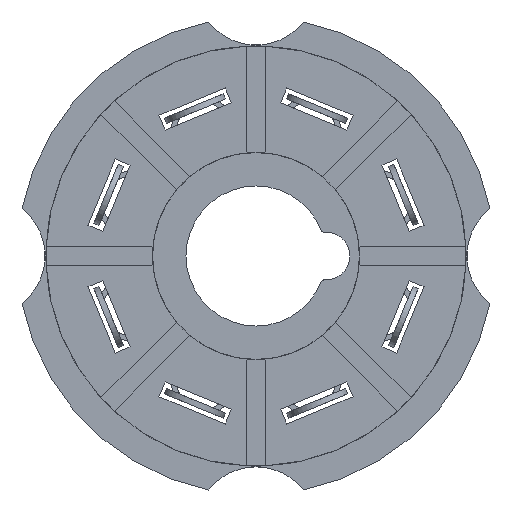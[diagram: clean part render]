
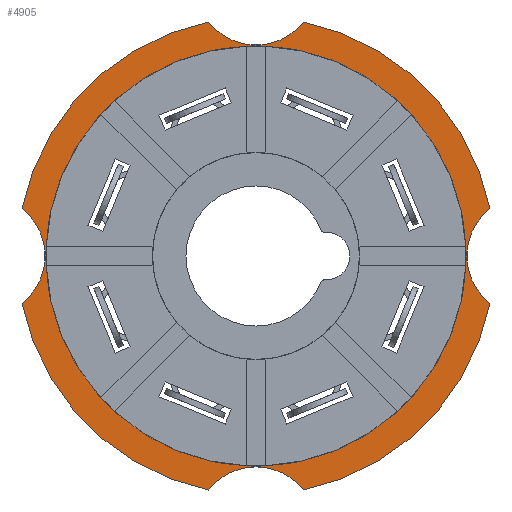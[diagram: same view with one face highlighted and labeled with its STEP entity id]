
A CAD part, front view. The second image highlights one B-rep face of the part: STEP entity #4905.
In plain terms, the highlighted planar face has unit normal (0, -1, 0).
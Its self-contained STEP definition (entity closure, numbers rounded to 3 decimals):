
#17 = CARTESIAN_POINT ( 'NONE',  ( 0., -5., 17. ) ) ;
#187 = EDGE_LOOP ( 'NONE', ( #5091, #1309 ) ) ;
#188 = DIRECTION ( 'NONE',  ( 0., 1., 0. ) ) ;
#329 = AXIS2_PLACEMENT_3D ( 'NONE', #17, #3108, #460 ) ;
#356 = VERTEX_POINT ( 'NONE', #1215 ) ;
#377 = EDGE_CURVE ( 'NONE', #4466, #1846, #3346, .T. ) ;
#401 = DIRECTION ( 'NONE',  ( 0., 1., 0. ) ) ;
#456 = DIRECTION ( 'NONE',  ( 0., -1., 0. ) ) ;
#460 = DIRECTION ( 'NONE',  ( 0., 0., -1. ) ) ;
#635 = VERTEX_POINT ( 'NONE', #990 ) ;
#660 = AXIS2_PLACEMENT_3D ( 'NONE', #3102, #456, #3550 ) ;
#741 = CARTESIAN_POINT ( 'NONE',  ( 0., -5., 0. ) ) ;
#974 = CARTESIAN_POINT ( 'NONE',  ( 0., -5., -17. ) ) ;
#990 = CARTESIAN_POINT ( 'NONE',  ( 14.704, -5., -2.965 ) ) ;
#1182 = DIRECTION ( 'NONE',  ( 0., 0., 1. ) ) ;
#1215 = CARTESIAN_POINT ( 'NONE',  ( 0., -5., -13.2 ) ) ;
#1225 = CIRCLE ( 'NONE', #3439, 3.75 ) ;
#1309 = ORIENTED_EDGE ( 'NONE', *, *, #4672, .T. ) ;
#1359 = CARTESIAN_POINT ( 'NONE',  ( 0., -5., 0. ) ) ;
#1379 = CARTESIAN_POINT ( 'NONE',  ( -2.965, -5., 14.704 ) ) ;
#1387 = EDGE_CURVE ( 'NONE', #5708, #1619, #5365, .T. ) ;
#1429 = DIRECTION ( 'NONE',  ( 0., 0., -1. ) ) ;
#1462 = ORIENTED_EDGE ( 'NONE', *, *, #3862, .F. ) ;
#1475 = AXIS2_PLACEMENT_3D ( 'NONE', #4990, #2371, #5435 ) ;
#1493 = DIRECTION ( 'NONE',  ( 0., -1., 0. ) ) ;
#1619 = VERTEX_POINT ( 'NONE', #3325 ) ;
#1648 = AXIS2_PLACEMENT_3D ( 'NONE', #2823, #188, #3274 ) ;
#1651 = DIRECTION ( 'NONE',  ( 0., -1., 0. ) ) ;
#1676 = VERTEX_POINT ( 'NONE', #4428 ) ;
#1801 = DIRECTION ( 'NONE',  ( 0., 0., 1. ) ) ;
#1846 = VERTEX_POINT ( 'NONE', #1379 ) ;
#1952 = CIRCLE ( 'NONE', #660, 3.75 ) ;
#1975 = EDGE_CURVE ( 'NONE', #2939, #4466, #2065, .T. ) ;
#2027 = CIRCLE ( 'NONE', #4960, 15. ) ;
#2065 = CIRCLE ( 'NONE', #1475, 3.75 ) ;
#2107 = ORIENTED_EDGE ( 'NONE', *, *, #1975, .F. ) ;
#2134 = DIRECTION ( 'NONE',  ( 0., 1., 0. ) ) ;
#2161 = CARTESIAN_POINT ( 'NONE',  ( 0., -5., -13.25 ) ) ;
#2199 = DIRECTION ( 'NONE',  ( 0., 1., 0. ) ) ;
#2219 = EDGE_CURVE ( 'NONE', #2380, #356, #5489, .T. ) ;
#2355 = ORIENTED_EDGE ( 'NONE', *, *, #5105, .F. ) ;
#2371 = DIRECTION ( 'NONE',  ( 0., -1., 0. ) ) ;
#2375 = CARTESIAN_POINT ( 'NONE',  ( -13.2, -5., 0. ) ) ;
#2380 = VERTEX_POINT ( 'NONE', #4314 ) ;
#2492 = CARTESIAN_POINT ( 'NONE',  ( -14.704, -5., 2.965 ) ) ;
#2581 = CARTESIAN_POINT ( 'NONE',  ( -2.965, -5., -14.704 ) ) ;
#2682 = CIRCLE ( 'NONE', #4270, 15. ) ;
#2823 = CARTESIAN_POINT ( 'NONE',  ( 0., -5., 0. ) ) ;
#2846 = ORIENTED_EDGE ( 'NONE', *, *, #377, .F. ) ;
#2939 = VERTEX_POINT ( 'NONE', #5137 ) ;
#3041 = CARTESIAN_POINT ( 'NONE',  ( 0., -5., 0. ) ) ;
#3052 = VERTEX_POINT ( 'NONE', #2581 ) ;
#3102 = CARTESIAN_POINT ( 'NONE',  ( 0., -5., -17. ) ) ;
#3108 = DIRECTION ( 'NONE',  ( 0., -1., 0. ) ) ;
#3130 = ORIENTED_EDGE ( 'NONE', *, *, #4346, .F. ) ;
#3132 = FACE_OUTER_BOUND ( 'NONE', #3958, .T. ) ;
#3138 = VERTEX_POINT ( 'NONE', #2161 ) ;
#3221 = EDGE_CURVE ( 'NONE', #1676, #3138, #1952, .T. ) ;
#3244 = PLANE ( 'NONE',  #5572 ) ;
#3274 = DIRECTION ( 'NONE',  ( 0., 0., 1. ) ) ;
#3307 = AXIS2_PLACEMENT_3D ( 'NONE', #974, #4054, #1429 ) ;
#3317 = EDGE_CURVE ( 'NONE', #3138, #3052, #3724, .T. ) ;
#3325 = CARTESIAN_POINT ( 'NONE',  ( 14.704, -5., 2.965 ) ) ;
#3329 = ORIENTED_EDGE ( 'NONE', *, *, #5514, .F. ) ;
#3346 = CIRCLE ( 'NONE', #4867, 15. ) ;
#3439 = AXIS2_PLACEMENT_3D ( 'NONE', #4287, #1651, #4721 ) ;
#3496 = DIRECTION ( 'NONE',  ( 0., 0., 1. ) ) ;
#3550 = DIRECTION ( 'NONE',  ( 0., 0., -1. ) ) ;
#3724 = CIRCLE ( 'NONE', #3307, 3.75 ) ;
#3820 = DIRECTION ( 'NONE',  ( 0., 1., 0. ) ) ;
#3862 = EDGE_CURVE ( 'NONE', #635, #1676, #2682, .T. ) ;
#3958 = EDGE_LOOP ( 'NONE', ( #5606, #1462, #3130, #4375, #2355, #2846, #2107, #3329, #5162 ) ) ;
#4054 = DIRECTION ( 'NONE',  ( 0., -1., 0. ) ) ;
#4270 = AXIS2_PLACEMENT_3D ( 'NONE', #3041, #401, #3496 ) ;
#4287 = CARTESIAN_POINT ( 'NONE',  ( 17., -5., 0. ) ) ;
#4288 = FACE_BOUND ( 'NONE', #187, .T. ) ;
#4314 = CARTESIAN_POINT ( 'NONE',  ( 0., -5., 13.2 ) ) ;
#4346 = EDGE_CURVE ( 'NONE', #1619, #635, #1225, .T. ) ;
#4375 = ORIENTED_EDGE ( 'NONE', *, *, #1387, .F. ) ;
#4425 = DIRECTION ( 'NONE',  ( 0., 1., 0. ) ) ;
#4428 = CARTESIAN_POINT ( 'NONE',  ( 2.965, -5., -14.704 ) ) ;
#4466 = VERTEX_POINT ( 'NONE', #2492 ) ;
#4572 = DIRECTION ( 'NONE',  ( 0., 0., -1. ) ) ;
#4672 = EDGE_CURVE ( 'NONE', #356, #2380, #5399, .T. ) ;
#4721 = DIRECTION ( 'NONE',  ( 0., 0., -1. ) ) ;
#4752 = CARTESIAN_POINT ( 'NONE',  ( 0., -5., 0. ) ) ;
#4805 = AXIS2_PLACEMENT_3D ( 'NONE', #1359, #4425, #1801 ) ;
#4810 = CARTESIAN_POINT ( 'NONE',  ( 0., -5., 0. ) ) ;
#4867 = AXIS2_PLACEMENT_3D ( 'NONE', #4752, #2134, #5189 ) ;
#4905 = ADVANCED_FACE ( 'NONE', ( #3132, #4288 ), #3244, .T. ) ;
#4960 = AXIS2_PLACEMENT_3D ( 'NONE', #741, #3820, #1182 ) ;
#4990 = CARTESIAN_POINT ( 'NONE',  ( -17., -5., 0. ) ) ;
#5091 = ORIENTED_EDGE ( 'NONE', *, *, #2219, .T. ) ;
#5105 = EDGE_CURVE ( 'NONE', #1846, #5708, #5525, .T. ) ;
#5137 = CARTESIAN_POINT ( 'NONE',  ( -14.704, -5., -2.965 ) ) ;
#5162 = ORIENTED_EDGE ( 'NONE', *, *, #3317, .F. ) ;
#5189 = DIRECTION ( 'NONE',  ( 0., 0., 1. ) ) ;
#5250 = DIRECTION ( 'NONE',  ( 0., 0., 1. ) ) ;
#5343 = AXIS2_PLACEMENT_3D ( 'NONE', #4810, #2199, #5250 ) ;
#5365 = CIRCLE ( 'NONE', #5343, 15. ) ;
#5399 = CIRCLE ( 'NONE', #4805, 13.2 ) ;
#5435 = DIRECTION ( 'NONE',  ( 0., 0., -1. ) ) ;
#5489 = CIRCLE ( 'NONE', #1648, 13.2 ) ;
#5514 = EDGE_CURVE ( 'NONE', #3052, #2939, #2027, .T. ) ;
#5525 = CIRCLE ( 'NONE', #329, 3.75 ) ;
#5572 = AXIS2_PLACEMENT_3D ( 'NONE', #2375, #1493, #4572 ) ;
#5606 = ORIENTED_EDGE ( 'NONE', *, *, #3221, .F. ) ;
#5703 = CARTESIAN_POINT ( 'NONE',  ( 2.965, -5., 14.704 ) ) ;
#5708 = VERTEX_POINT ( 'NONE', #5703 ) ;
